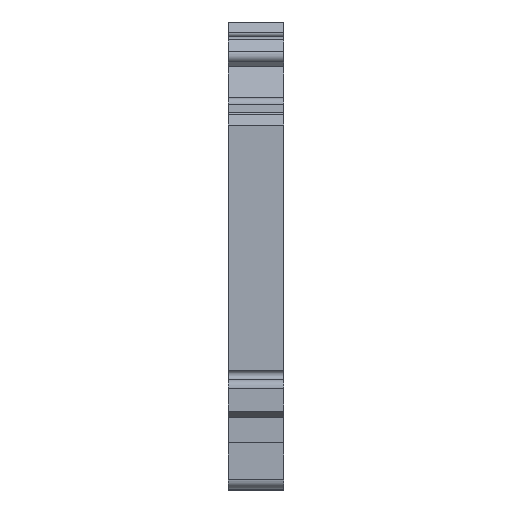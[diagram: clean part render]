
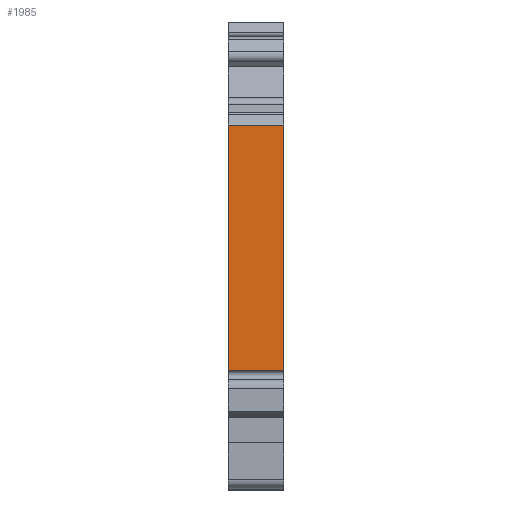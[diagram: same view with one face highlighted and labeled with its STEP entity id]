
A CAD part, left-side view. The second image highlights one B-rep face of the part: STEP entity #1985.
In plain terms, the highlighted planar face has unit normal (-1, 0, 0).
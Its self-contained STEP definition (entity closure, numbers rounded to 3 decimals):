
#252=ORIENTED_EDGE('',*,*,#745,.T.);
#253=ORIENTED_EDGE('',*,*,#849,.T.);
#254=ORIENTED_EDGE('',*,*,#850,.F.);
#255=ORIENTED_EDGE('',*,*,#851,.F.);
#745=EDGE_CURVE('',#1048,#1047,#1247,.T.);
#849=EDGE_CURVE('',#1047,#1145,#1320,.T.);
#850=EDGE_CURVE('',#1146,#1145,#1321,.T.);
#851=EDGE_CURVE('',#1048,#1146,#1322,.T.);
#1047=VERTEX_POINT('',#2877);
#1048=VERTEX_POINT('',#2879);
#1145=VERTEX_POINT('',#3086);
#1146=VERTEX_POINT('',#3088);
#1247=LINE('',#2878,#1481);
#1320=LINE('',#3085,#1554);
#1321=LINE('',#3087,#1555);
#1322=LINE('',#3089,#1556);
#1481=VECTOR('',#2291,1000.);
#1554=VECTOR('',#2438,1000.);
#1555=VECTOR('',#2439,1000.);
#1556=VECTOR('',#2440,1000.);
#1710=EDGE_LOOP('',(#252,#253,#254,#255));
#1813=FACE_BOUND('',#1710,.T.);
#1916=PLANE('',#2135);
#1985=ADVANCED_FACE('',(#1813),#1916,.T.);
#2135=AXIS2_PLACEMENT_3D('',#3084,#2436,#2437);
#2291=DIRECTION('',(0.,0.,1.));
#2436=DIRECTION('',(-1.,0.,0.));
#2437=DIRECTION('',(0.,0.,1.));
#2438=DIRECTION('',(0.,1.,0.));
#2439=DIRECTION('',(0.,0.,1.));
#2440=DIRECTION('',(0.,1.,0.));
#2877=CARTESIAN_POINT('',(-19.375,-6.,14.272));
#2878=CARTESIAN_POINT('',(-19.375,-6.,-12.452));
#2879=CARTESIAN_POINT('',(-19.375,-6.,-12.452));
#3084=CARTESIAN_POINT('',(-19.375,-6.,-12.452));
#3085=CARTESIAN_POINT('',(-19.375,-6.,14.272));
#3086=CARTESIAN_POINT('',(-19.375,0.,14.272));
#3087=CARTESIAN_POINT('',(-19.375,0.,-12.452));
#3088=CARTESIAN_POINT('',(-19.375,0.,-12.452));
#3089=CARTESIAN_POINT('',(-19.375,-6.,-12.452));
